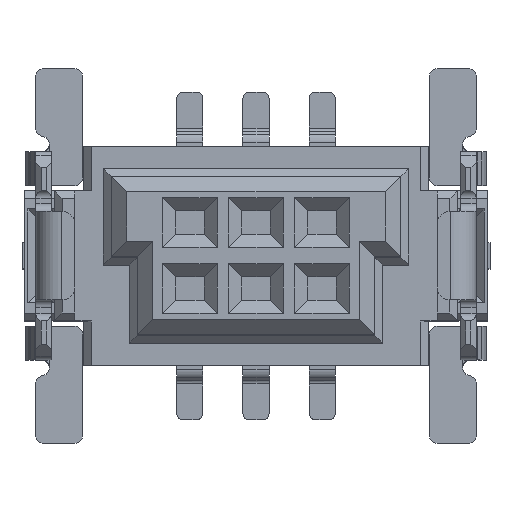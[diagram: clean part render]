
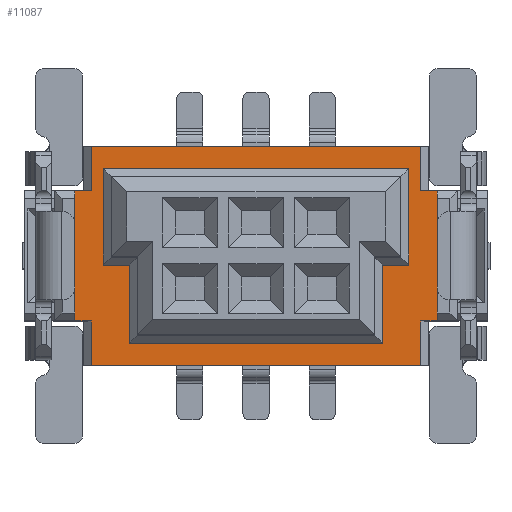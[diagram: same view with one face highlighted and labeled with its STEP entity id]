
A CAD part, top view. The second image highlights one B-rep face of the part: STEP entity #11087.
In plain terms, the highlighted planar face has unit normal (0, 0, 1).
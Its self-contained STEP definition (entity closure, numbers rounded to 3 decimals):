
#45=CARTESIAN_POINT('',(-3.7,-0.175,0.9));
#46=VERTEX_POINT('',#45);
#54=CARTESIAN_POINT('',(-3.7,-1.675,0.9));
#55=VERTEX_POINT('',#54);
#56=CARTESIAN_POINT('',(-3.7,-0.175,0.9));
#57=DIRECTION('',(0.,-1.,0.));
#58=VECTOR('',#57,1.5);
#59=LINE('',#56,#58);
#60=EDGE_CURVE('',#46,#55,#59,.T.);
#87=CARTESIAN_POINT('',(-4.2,1.675,0.9));
#88=VERTEX_POINT('',#87);
#96=CARTESIAN_POINT('',(-4.2,-0.175,0.9));
#97=VERTEX_POINT('',#96);
#98=CARTESIAN_POINT('',(-4.2,1.675,0.9));
#99=DIRECTION('',(0.,-1.,0.));
#100=VECTOR('',#99,1.85);
#101=LINE('',#98,#100);
#102=EDGE_CURVE('',#88,#97,#101,.T.);
#126=CARTESIAN_POINT('',(-4.2,-0.175,0.9));
#127=DIRECTION('',(1.,0.,0.));
#128=VECTOR('',#127,0.5);
#129=LINE('',#126,#128);
#130=EDGE_CURVE('',#97,#46,#129,.T.);
#343=CARTESIAN_POINT('',(-4.75,1.25,0.9));
#344=VERTEX_POINT('',#343);
#377=CARTESIAN_POINT('',(-4.75,-1.25,0.9));
#378=VERTEX_POINT('',#377);
#385=CARTESIAN_POINT('',(-4.75,-1.25,0.9));
#386=DIRECTION('',(0.,1.,0.));
#387=VECTOR('',#386,2.5);
#388=LINE('',#385,#387);
#389=EDGE_CURVE('',#378,#344,#388,.T.);
#948=CARTESIAN_POINT('',(-4.435,-1.25,0.9));
#949=VERTEX_POINT('',#948);
#956=CARTESIAN_POINT('',(-4.435,-1.25,0.9));
#957=DIRECTION('',(-1.,0.,0.));
#958=VECTOR('',#957,0.315);
#959=LINE('',#956,#958);
#960=EDGE_CURVE('',#949,#378,#959,.T.);
#1049=CARTESIAN_POINT('',(-4.435,1.25,0.9));
#1050=VERTEX_POINT('',#1049);
#1051=CARTESIAN_POINT('',(-4.75,1.25,0.9));
#1052=DIRECTION('',(1.,0.,0.));
#1053=VECTOR('',#1052,0.315);
#1054=LINE('',#1051,#1053);
#1055=EDGE_CURVE('',#344,#1050,#1054,.T.);
#1138=CARTESIAN_POINT('',(-4.435,-2.1,0.9));
#1139=VERTEX_POINT('',#1138);
#1146=CARTESIAN_POINT('',(-4.435,-2.1,0.9));
#1147=DIRECTION('',(0.,1.,0.));
#1148=VECTOR('',#1147,0.85);
#1149=LINE('',#1146,#1148);
#1150=EDGE_CURVE('',#1139,#949,#1149,.T.);
#1162=CARTESIAN_POINT('',(-4.435,2.1,0.9));
#1163=VERTEX_POINT('',#1162);
#1172=CARTESIAN_POINT('',(-4.435,1.25,0.9));
#1173=DIRECTION('',(0.,1.,0.));
#1174=VECTOR('',#1173,0.85);
#1175=LINE('',#1172,#1174);
#1176=EDGE_CURVE('',#1050,#1163,#1175,.T.);
#10853=CARTESIAN_POINT('',(1.16,-1.675,0.9));
#10854=VERTEX_POINT('',#10853);
#10855=CARTESIAN_POINT('',(-3.7,-1.675,0.9));
#10856=DIRECTION('',(1.,0.,0.));
#10857=VECTOR('',#10856,4.86);
#10858=LINE('',#10855,#10857);
#10859=EDGE_CURVE('',#55,#10854,#10858,.T.);
#10893=CARTESIAN_POINT('',(1.66,1.675,0.9));
#10894=VERTEX_POINT('',#10893);
#10902=CARTESIAN_POINT('',(1.66,1.675,0.9));
#10903=DIRECTION('',(-1.,0.,0.));
#10904=VECTOR('',#10903,5.86);
#10905=LINE('',#10902,#10904);
#10906=EDGE_CURVE('',#10894,#88,#10905,.T.);
#10992=CARTESIAN_POINT('',(-1.27,0.,0.9));
#10993=DIRECTION('',(1.,0.,0.));
#10994=DIRECTION('',(0.,0.,1.));
#10995=AXIS2_PLACEMENT_3D('',#10992,#10994,#10993);
#10996=PLANE('',#10995);
#10997=CARTESIAN_POINT('',(1.895,-2.1,0.9));
#10998=VERTEX_POINT('',#10997);
#10999=CARTESIAN_POINT('',(1.895,-1.25,0.9));
#11000=VERTEX_POINT('',#10999);
#11001=CARTESIAN_POINT('',(1.895,-2.1,0.9));
#11002=DIRECTION('',(0.,1.,0.));
#11003=VECTOR('',#11002,0.85);
#11004=LINE('',#11001,#11003);
#11005=EDGE_CURVE('',#10998,#11000,#11004,.T.);
#11006=ORIENTED_EDGE('',*,*,#11005,.T.);
#11007=CARTESIAN_POINT('',(2.21,-1.25,0.9));
#11008=VERTEX_POINT('',#11007);
#11009=CARTESIAN_POINT('',(1.895,-1.25,0.9));
#11010=DIRECTION('',(1.,0.,0.));
#11011=VECTOR('',#11010,0.315);
#11012=LINE('',#11009,#11011);
#11013=EDGE_CURVE('',#11000,#11008,#11012,.T.);
#11014=ORIENTED_EDGE('',*,*,#11013,.T.);
#11015=CARTESIAN_POINT('',(2.21,1.25,0.9));
#11016=VERTEX_POINT('',#11015);
#11017=CARTESIAN_POINT('',(2.21,-1.25,0.9));
#11018=DIRECTION('',(0.,1.,0.));
#11019=VECTOR('',#11018,2.5);
#11020=LINE('',#11017,#11019);
#11021=EDGE_CURVE('',#11008,#11016,#11020,.T.);
#11022=ORIENTED_EDGE('',*,*,#11021,.T.);
#11023=CARTESIAN_POINT('',(1.895,1.25,0.9));
#11024=VERTEX_POINT('',#11023);
#11025=CARTESIAN_POINT('',(2.21,1.25,0.9));
#11026=DIRECTION('',(-1.,0.,0.));
#11027=VECTOR('',#11026,0.315);
#11028=LINE('',#11025,#11027);
#11029=EDGE_CURVE('',#11016,#11024,#11028,.T.);
#11030=ORIENTED_EDGE('',*,*,#11029,.T.);
#11031=CARTESIAN_POINT('',(1.895,2.1,0.9));
#11032=VERTEX_POINT('',#11031);
#11033=CARTESIAN_POINT('',(1.895,1.25,0.9));
#11034=DIRECTION('',(0.,1.,0.));
#11035=VECTOR('',#11034,0.85);
#11036=LINE('',#11033,#11035);
#11037=EDGE_CURVE('',#11024,#11032,#11036,.T.);
#11038=ORIENTED_EDGE('',*,*,#11037,.T.);
#11039=CARTESIAN_POINT('',(1.895,2.1,0.9));
#11040=DIRECTION('',(-1.,0.,0.));
#11041=VECTOR('',#11040,6.33);
#11042=LINE('',#11039,#11041);
#11043=EDGE_CURVE('',#11032,#1163,#11042,.T.);
#11044=ORIENTED_EDGE('',*,*,#11043,.T.);
#11045=ORIENTED_EDGE('',*,*,#1176,.F.);
#11046=ORIENTED_EDGE('',*,*,#1055,.F.);
#11047=ORIENTED_EDGE('',*,*,#389,.F.);
#11048=ORIENTED_EDGE('',*,*,#960,.F.);
#11049=ORIENTED_EDGE('',*,*,#1150,.F.);
#11050=CARTESIAN_POINT('',(-4.435,-2.1,0.9));
#11051=DIRECTION('',(1.,0.,0.));
#11052=VECTOR('',#11051,6.33);
#11053=LINE('',#11050,#11052);
#11054=EDGE_CURVE('',#1139,#10998,#11053,.T.);
#11055=ORIENTED_EDGE('',*,*,#11054,.T.);
#11056=EDGE_LOOP('',(#11006,#11014,#11022,#11030,#11038,#11044,#11045,#11046,#11047,#11048,#11049,#11055));
#11057=FACE_OUTER_BOUND('',#11056,.T.);
#11058=ORIENTED_EDGE('',*,*,#60,.F.);
#11059=ORIENTED_EDGE('',*,*,#130,.F.);
#11060=ORIENTED_EDGE('',*,*,#102,.F.);
#11061=ORIENTED_EDGE('',*,*,#10906,.F.);
#11062=CARTESIAN_POINT('',(1.66,-0.175,0.9));
#11063=VERTEX_POINT('',#11062);
#11064=CARTESIAN_POINT('',(1.66,1.675,0.9));
#11065=DIRECTION('',(0.,-1.,0.));
#11066=VECTOR('',#11065,1.85);
#11067=LINE('',#11064,#11066);
#11068=EDGE_CURVE('',#10894,#11063,#11067,.T.);
#11069=ORIENTED_EDGE('',*,*,#11068,.T.);
#11070=CARTESIAN_POINT('',(1.16,-0.175,0.9));
#11071=VERTEX_POINT('',#11070);
#11072=CARTESIAN_POINT('',(1.66,-0.175,0.9));
#11073=DIRECTION('',(-1.,0.,0.));
#11074=VECTOR('',#11073,0.5);
#11075=LINE('',#11072,#11074);
#11076=EDGE_CURVE('',#11063,#11071,#11075,.T.);
#11077=ORIENTED_EDGE('',*,*,#11076,.T.);
#11078=CARTESIAN_POINT('',(1.16,-0.175,0.9));
#11079=DIRECTION('',(0.,-1.,0.));
#11080=VECTOR('',#11079,1.5);
#11081=LINE('',#11078,#11080);
#11082=EDGE_CURVE('',#11071,#10854,#11081,.T.);
#11083=ORIENTED_EDGE('',*,*,#11082,.T.);
#11084=ORIENTED_EDGE('',*,*,#10859,.F.);
#11085=EDGE_LOOP('',(#11058,#11059,#11060,#11061,#11069,#11077,#11083,#11084));
#11086=FACE_BOUND('',#11085,.T.);
#11087=ADVANCED_FACE('',(#11057,#11086),#10996,.T.);
